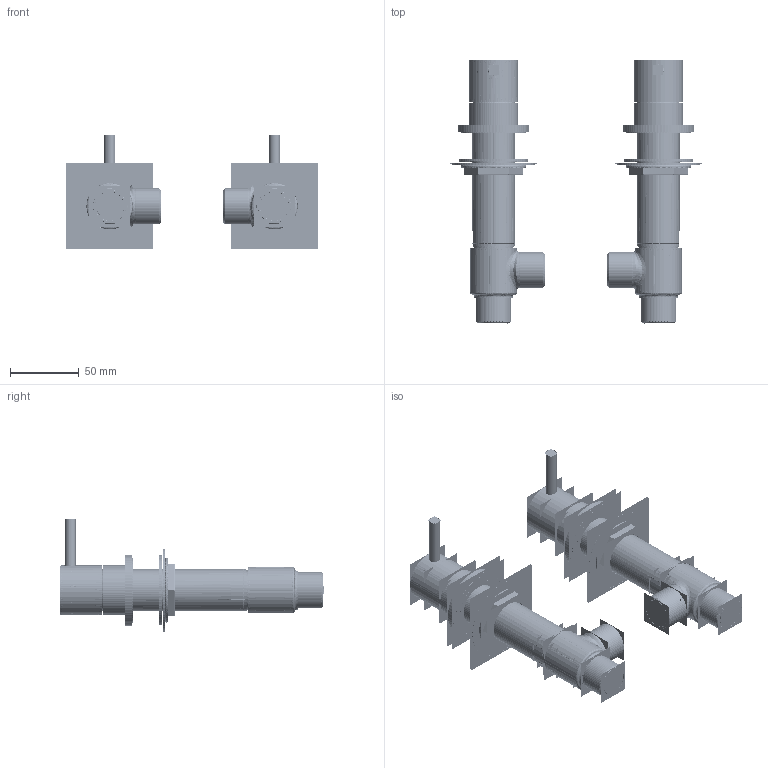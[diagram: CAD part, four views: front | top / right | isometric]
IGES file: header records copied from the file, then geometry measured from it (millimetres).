
Start section:  PTC IGES file: KL350DC.igs
Global section: file name: KL350DC.igs; native system: Pro/ENGINEER by Parametric Technology Corporation; preprocessor: 2009360; author: user33; organization: Unknown; date: 20200111.161230; units: millimetre
Bounding box: 182.92 x 191.71 x 83.63 mm (x, y, z)
Volume: 245776.1 mm3; surface area: 1822510.7 mm2
Topology: 38 solids, 74 shells, 4076 faces, 24194 edges, 33272 vertices
Faces by surface type: revolution 2424, bspline 1652
